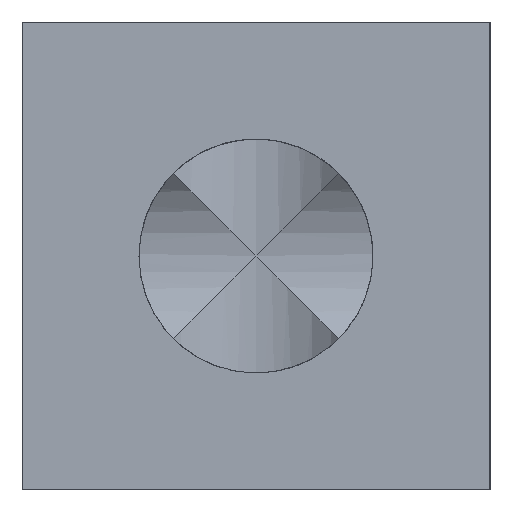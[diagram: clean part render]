
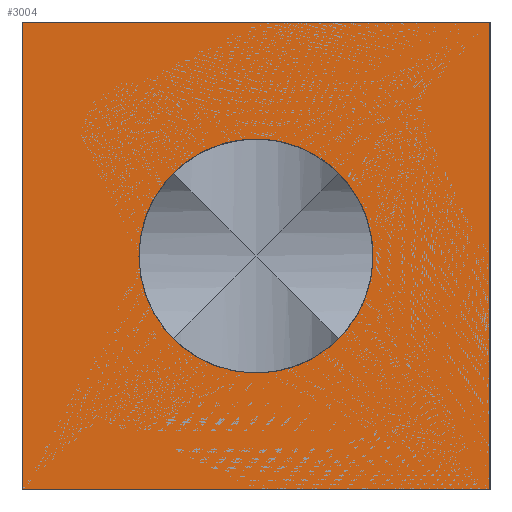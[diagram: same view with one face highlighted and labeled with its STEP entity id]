
A CAD part, left-side view. The second image highlights one B-rep face of the part: STEP entity #3004.
In plain terms, the highlighted planar face has unit normal (-1, 0, 0).
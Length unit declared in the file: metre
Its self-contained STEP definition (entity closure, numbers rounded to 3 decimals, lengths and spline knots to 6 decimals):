
#3004 = ADVANCED_FACE( '', ( #8024, #8025 ), #8026, .F. );
#8024 = FACE_BOUND( '', #14642, .T. );
#8025 = FACE_OUTER_BOUND( '', #14643, .T. );
#8026 = PLANE( '', #14644 );
#14642 = EDGE_LOOP( '', ( #24046 ) );
#14643 = EDGE_LOOP( '', ( #24047, #24048, #24049, #24050 ) );
#14644 = AXIS2_PLACEMENT_3D( '', #24051, #24052, #24053 );
#24046 = ORIENTED_EDGE( '', *, *, #32289, .T. );
#24047 = ORIENTED_EDGE( '', *, *, #31872, .T. );
#24048 = ORIENTED_EDGE( '', *, *, #30515, .F. );
#24049 = ORIENTED_EDGE( '', *, *, #29743, .F. );
#24050 = ORIENTED_EDGE( '', *, *, #32290, .T. );
#24051 = CARTESIAN_POINT( '', ( 0., 0., 0. ) );
#24052 = DIRECTION( '', ( 1., 0., 0. ) );
#24053 = DIRECTION( '', ( 0., 1., 0. ) );
#29743 = EDGE_CURVE( '', #34744, #34745, #34746, .T. );
#30515 = EDGE_CURVE( '', #34745, #36045, #36046, .T. );
#31872 = EDGE_CURVE( '', #38165, #36045, #38166, .T. );
#32289 = EDGE_CURVE( '', #38745, #38745, #38746, .T. );
#32290 = EDGE_CURVE( '', #34744, #38165, #38747, .T. );
#34744 = VERTEX_POINT( '', #41503 );
#34745 = VERTEX_POINT( '', #41504 );
#34746 = LINE( '', #41505, #41506 );
#36045 = VERTEX_POINT( '', #42858 );
#36046 = LINE( '', #42859, #42860 );
#38165 = VERTEX_POINT( '', #45074 );
#38166 = LINE( '', #45075, #45076 );
#38745 = VERTEX_POINT( '', #45675 );
#38746 = CIRCLE( '', #45676, 0.002 );
#38747 = LINE( '', #45677, #45678 );
#41503 = CARTESIAN_POINT( '', ( 0., 0.004, 0.004 ) );
#41504 = CARTESIAN_POINT( '', ( 0., -0.004, 0.004 ) );
#41505 = CARTESIAN_POINT( '', ( 0., 0.005741, 0.004 ) );
#41506 = VECTOR( '', #48856, 1. );
#42858 = CARTESIAN_POINT( '', ( 0., -0.004, -0.004 ) );
#42859 = CARTESIAN_POINT( '', ( 0., -0.004, 0.004242 ) );
#42860 = VECTOR( '', #50596, 1. );
#45074 = CARTESIAN_POINT( '', ( 0., 0.004, -0.004 ) );
#45075 = CARTESIAN_POINT( '', ( 0., 0., -0.004 ) );
#45076 = VECTOR( '', #53482, 1. );
#45675 = CARTESIAN_POINT( '', ( 0., 0.002, 0. ) );
#45676 = AXIS2_PLACEMENT_3D( '', #54280, #54281, #54282 );
#45677 = CARTESIAN_POINT( '', ( 0., 0.004, 0.004242 ) );
#45678 = VECTOR( '', #54283, 1. );
#48856 = DIRECTION( '', ( 0., -1., 0. ) );
#50596 = DIRECTION( '', ( 0., 0., -1. ) );
#53482 = DIRECTION( '', ( 0., -1., 0. ) );
#54280 = CARTESIAN_POINT( '', ( 0., 0., 0. ) );
#54281 = DIRECTION( '', ( 1., 0., 0. ) );
#54282 = DIRECTION( '', ( 0., 1., 0. ) );
#54283 = DIRECTION( '', ( 0., 0., -1. ) );
